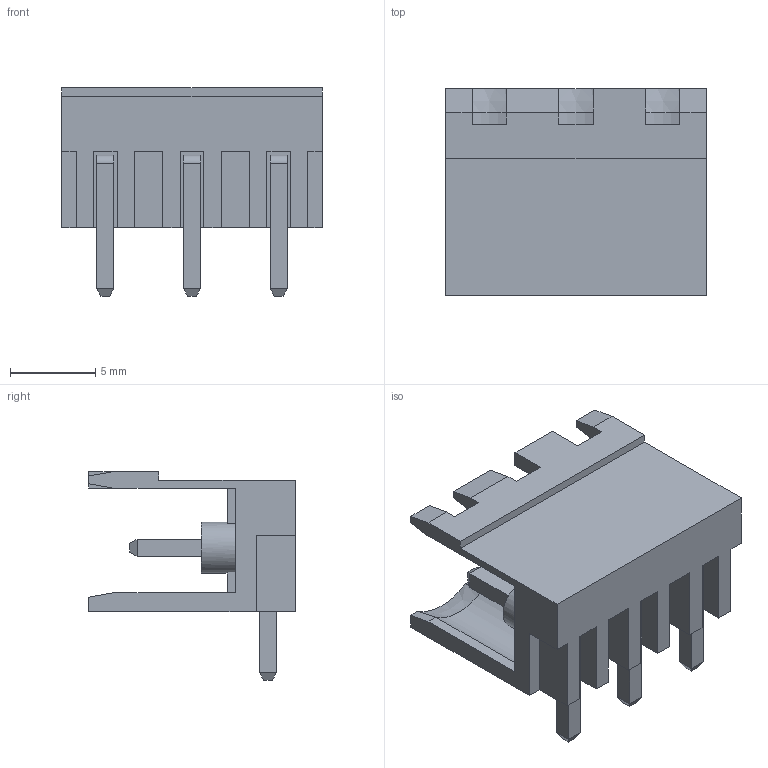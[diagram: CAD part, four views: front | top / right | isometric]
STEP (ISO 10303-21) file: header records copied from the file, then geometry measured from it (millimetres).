
FILE_DESCRIPTION (( 'STEP AP214' ), '1' );
FILE_NAME ('8DD8AD59-1587-4043-8EB8-0822450E8D73.STEP', '2023-06-17T20:09:01', ( '' ), ( '' ), 'SwSTEP 2.0', 'SolidWorks 2022', '' );
FILE_SCHEMA (( 'AUTOMOTIVE_DESIGN' ));
Length unit declared in the file: millimetre
Products named in the file (1): 8DD8AD59-1587-4043-8EB8-0822450E8D73
Bounding box: 15.24 x 12.1 x 12.2 mm (x, y, z)
Volume: 579.3 mm3; surface area: 1260.2 mm2
Topology: 1 solids, 1 shells, 163 faces, 435 edges, 280 vertices
Faces by surface type: plane 148, cylinder 12, cone 3
Entity records: 5707 total; most frequent: CARTESIAN_POINT 897, ORIENTED_EDGE 870, DIRECTION 802, EDGE_CURVE 435, LINE 384, VECTOR 384, VERTEX_POINT 280, AXIS2_PLACEMENT_3D 209
